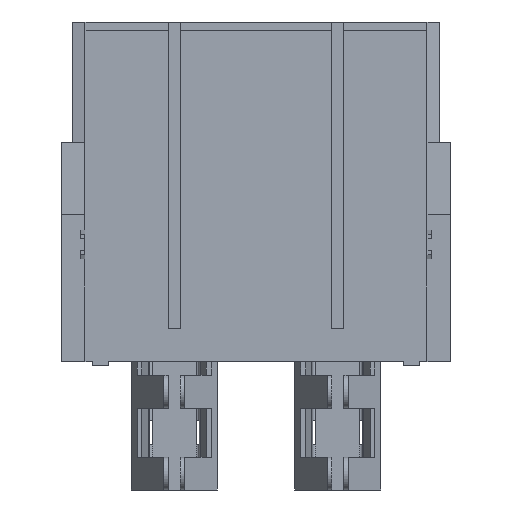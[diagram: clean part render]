
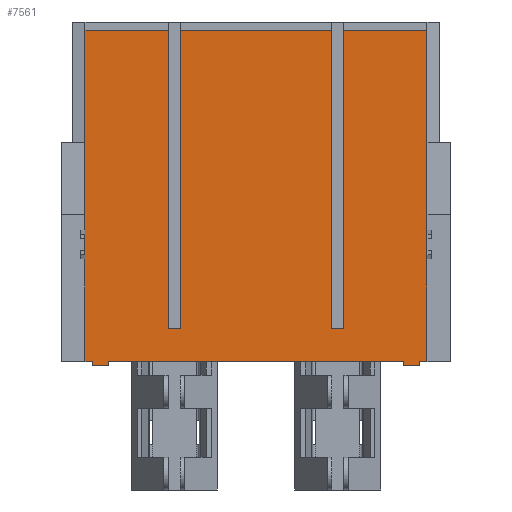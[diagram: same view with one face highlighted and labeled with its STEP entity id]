
A CAD part, front view. The second image highlights one B-rep face of the part: STEP entity #7561.
In plain terms, the highlighted planar face has unit normal (0, -1, 0).
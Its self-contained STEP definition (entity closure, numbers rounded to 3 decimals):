
#245=DIRECTION('',(1.,0.,0.));
#246=VECTOR('',#245,18.);
#247=CARTESIAN_POINT('',(-9.,-4.65,-10.375));
#248=LINE('',#247,#246);
#261=DIRECTION('',(1.,0.,0.));
#262=VECTOR('',#261,0.45);
#263=CARTESIAN_POINT('',(10.,-4.65,-10.375));
#264=LINE('',#263,#262);
#309=DIRECTION('',(1.,0.,0.));
#310=VECTOR('',#309,0.45);
#311=CARTESIAN_POINT('',(-10.45,-4.65,-10.375));
#312=LINE('',#311,#310);
#1701=DIRECTION('',(0.,0.,1.));
#1702=VECTOR('',#1701,12.475);
#1703=CARTESIAN_POINT('',(-10.45,-4.65,-2.6));
#1704=LINE('',#1703,#1702);
#1709=DIRECTION('',(0.,0.,1.));
#1710=VECTOR('',#1709,0.75);
#1711=CARTESIAN_POINT('',(-10.45,-4.65,-3.6));
#1712=LINE('',#1711,#1710);
#1725=DIRECTION('',(0.,0.,1.));
#1726=VECTOR('',#1725,6.525);
#1727=CARTESIAN_POINT('',(-10.45,-4.65,-10.375));
#1728=LINE('',#1727,#1726);
#1825=DIRECTION('',(0.,0.,1.));
#1826=VECTOR('',#1825,12.475);
#1827=CARTESIAN_POINT('',(10.45,-4.65,-2.6));
#1828=LINE('',#1827,#1826);
#1869=DIRECTION('',(0.,0.,1.));
#1870=VECTOR('',#1869,0.75);
#1871=CARTESIAN_POINT('',(10.45,-4.65,-3.6));
#1872=LINE('',#1871,#1870);
#1881=DIRECTION('',(0.,0.,1.));
#1882=VECTOR('',#1881,6.525);
#1883=CARTESIAN_POINT('',(10.45,-4.65,-10.375));
#1884=LINE('',#1883,#1882);
#2073=DIRECTION('',(0.,0.,-1.));
#2074=VECTOR('',#2073,0.25);
#2075=CARTESIAN_POINT('',(-10.45,-4.65,-2.6));
#2076=LINE('',#2075,#2074);
#2077=DIRECTION('',(0.,0.,-1.));
#2078=VECTOR('',#2077,18.25);
#2079=CARTESIAN_POINT('',(-5.375,-4.65,9.875));
#2080=LINE('',#2079,#2078);
#2081=DIRECTION('',(1.,0.,0.));
#2082=VECTOR('',#2081,0.75);
#2083=CARTESIAN_POINT('',(-5.375,-4.65,-8.375));
#2084=LINE('',#2083,#2082);
#2085=DIRECTION('',(0.,0.,-1.));
#2086=VECTOR('',#2085,18.25);
#2087=CARTESIAN_POINT('',(-4.625,-4.65,9.875));
#2088=LINE('',#2087,#2086);
#2089=DIRECTION('',(0.,0.,-1.));
#2090=VECTOR('',#2089,18.25);
#2091=CARTESIAN_POINT('',(4.625,-4.65,9.875));
#2092=LINE('',#2091,#2090);
#2093=DIRECTION('',(1.,0.,0.));
#2094=VECTOR('',#2093,0.75);
#2095=CARTESIAN_POINT('',(4.625,-4.65,-8.375));
#2096=LINE('',#2095,#2094);
#2097=DIRECTION('',(0.,0.,-1.));
#2098=VECTOR('',#2097,18.25);
#2099=CARTESIAN_POINT('',(5.375,-4.65,9.875));
#2100=LINE('',#2099,#2098);
#2101=DIRECTION('',(0.,0.,-1.));
#2102=VECTOR('',#2101,0.25);
#2103=CARTESIAN_POINT('',(10.45,-4.65,-2.6));
#2104=LINE('',#2103,#2102);
#2105=DIRECTION('',(0.,0.,-1.));
#2106=VECTOR('',#2105,0.25);
#2107=CARTESIAN_POINT('',(10.45,-4.65,-3.6));
#2108=LINE('',#2107,#2106);
#2109=DIRECTION('',(0.,0.,-1.));
#2110=VECTOR('',#2109,0.25);
#2111=CARTESIAN_POINT('',(10.,-4.65,-10.375));
#2112=LINE('',#2111,#2110);
#2113=DIRECTION('',(0.,0.,-1.));
#2114=VECTOR('',#2113,0.25);
#2115=CARTESIAN_POINT('',(-9.,-4.65,-10.375));
#2116=LINE('',#2115,#2114);
#2117=DIRECTION('',(0.,0.,-1.));
#2118=VECTOR('',#2117,0.25);
#2119=CARTESIAN_POINT('',(-10.45,-4.65,-3.6));
#2120=LINE('',#2119,#2118);
#3433=DIRECTION('',(-1.,0.,0.));
#3434=VECTOR('',#3433,9.25);
#3435=CARTESIAN_POINT('',(4.625,-4.65,9.875));
#3436=LINE('',#3435,#3434);
#3445=DIRECTION('',(-1.,0.,0.));
#3446=VECTOR('',#3445,5.075);
#3447=CARTESIAN_POINT('',(10.45,-4.65,9.875));
#3448=LINE('',#3447,#3446);
#3453=DIRECTION('',(-1.,0.,0.));
#3454=VECTOR('',#3453,5.075);
#3455=CARTESIAN_POINT('',(-5.375,-4.65,9.875));
#3456=LINE('',#3455,#3454);
#3613=DIRECTION('',(-1.,0.,0.));
#3614=VECTOR('',#3613,1.);
#3615=CARTESIAN_POINT('',(-9.,-4.65,-10.625));
#3616=LINE('',#3615,#3614);
#3625=DIRECTION('',(-1.,0.,0.));
#3626=VECTOR('',#3625,1.);
#3627=CARTESIAN_POINT('',(10.,-4.65,-10.625));
#3628=LINE('',#3627,#3626);
#3633=DIRECTION('',(0.,0.,-1.));
#3634=VECTOR('',#3633,0.25);
#3635=CARTESIAN_POINT('',(-10.,-4.65,-10.375));
#3636=LINE('',#3635,#3634);
#3637=DIRECTION('',(0.,0.,-1.));
#3638=VECTOR('',#3637,0.25);
#3639=CARTESIAN_POINT('',(9.,-4.65,-10.375));
#3640=LINE('',#3639,#3638);
#3913=CARTESIAN_POINT('',(-10.45,-4.65,9.875));
#3915=VERTEX_POINT('',#3913);
#3919=CARTESIAN_POINT('',(10.45,-4.65,9.875));
#3921=VERTEX_POINT('',#3919);
#3925=CARTESIAN_POINT('',(10.45,-4.65,-10.375));
#3926=VERTEX_POINT('',#3925);
#3943=CARTESIAN_POINT('',(4.625,-4.65,9.875));
#3945=VERTEX_POINT('',#3943);
#3947=CARTESIAN_POINT('',(5.375,-4.65,9.875));
#3949=VERTEX_POINT('',#3947);
#3951=CARTESIAN_POINT('',(-5.375,-4.65,9.875));
#3953=VERTEX_POINT('',#3951);
#3955=CARTESIAN_POINT('',(-4.625,-4.65,9.875));
#3957=VERTEX_POINT('',#3955);
#3967=CARTESIAN_POINT('',(4.625,-4.65,-8.375));
#3968=VERTEX_POINT('',#3967);
#3969=CARTESIAN_POINT('',(5.375,-4.65,-8.375));
#3970=VERTEX_POINT('',#3969);
#3971=CARTESIAN_POINT('',(-5.375,-4.65,-8.375));
#3972=VERTEX_POINT('',#3971);
#3973=CARTESIAN_POINT('',(-4.625,-4.65,-8.375));
#3974=VERTEX_POINT('',#3973);
#4364=CARTESIAN_POINT('',(-9.,-4.65,-10.625));
#4366=VERTEX_POINT('',#4364);
#4367=CARTESIAN_POINT('',(-10.,-4.65,-10.625));
#4368=VERTEX_POINT('',#4367);
#4375=CARTESIAN_POINT('',(10.,-4.65,-10.625));
#4376=VERTEX_POINT('',#4375);
#4377=CARTESIAN_POINT('',(9.,-4.65,-10.625));
#4378=VERTEX_POINT('',#4377);
#4379=CARTESIAN_POINT('',(-9.,-4.65,-10.375));
#4381=VERTEX_POINT('',#4379);
#4383=CARTESIAN_POINT('',(-10.,-4.65,-10.375));
#4385=VERTEX_POINT('',#4383);
#4387=CARTESIAN_POINT('',(10.,-4.65,-10.375));
#4389=VERTEX_POINT('',#4387);
#4391=CARTESIAN_POINT('',(9.,-4.65,-10.375));
#4393=VERTEX_POINT('',#4391);
#4429=CARTESIAN_POINT('',(10.45,-4.65,-2.6));
#4431=VERTEX_POINT('',#4429);
#4433=CARTESIAN_POINT('',(10.45,-4.65,-2.85));
#4435=VERTEX_POINT('',#4433);
#4437=CARTESIAN_POINT('',(10.45,-4.65,-3.85));
#4439=VERTEX_POINT('',#4437);
#4441=CARTESIAN_POINT('',(10.45,-4.65,-3.6));
#4443=VERTEX_POINT('',#4441);
#4542=CARTESIAN_POINT('',(-10.45,-4.65,-10.375));
#4544=VERTEX_POINT('',#4542);
#4609=CARTESIAN_POINT('',(-10.45,-4.65,-2.6));
#4611=VERTEX_POINT('',#4609);
#4613=CARTESIAN_POINT('',(-10.45,-4.65,-2.85));
#4615=VERTEX_POINT('',#4613);
#4617=CARTESIAN_POINT('',(-10.45,-4.65,-3.85));
#4619=VERTEX_POINT('',#4617);
#4621=CARTESIAN_POINT('',(-10.45,-4.65,-3.6));
#4623=VERTEX_POINT('',#4621);
#7510=CARTESIAN_POINT('',(10.45,-4.65,-10.375));
#7511=DIRECTION('',(0.,1.,0.));
#7512=DIRECTION('',(0.,0.,1.));
#7513=AXIS2_PLACEMENT_3D('',#7510,#7511,#7512);
#7514=PLANE('',#7513);
#7516=ORIENTED_EDGE('',*,*,#7515,.F.);
#7517=ORIENTED_EDGE('',*,*,#7112,.T.);
#7519=ORIENTED_EDGE('',*,*,#7518,.F.);
#7521=ORIENTED_EDGE('',*,*,#7520,.T.);
#7523=ORIENTED_EDGE('',*,*,#7522,.T.);
#7525=ORIENTED_EDGE('',*,*,#7524,.F.);
#7527=ORIENTED_EDGE('',*,*,#7526,.F.);
#7529=ORIENTED_EDGE('',*,*,#7528,.T.);
#7531=ORIENTED_EDGE('',*,*,#7530,.T.);
#7533=ORIENTED_EDGE('',*,*,#7532,.F.);
#7535=ORIENTED_EDGE('',*,*,#7534,.F.);
#7536=ORIENTED_EDGE('',*,*,#7285,.F.);
#7537=ORIENTED_EDGE('',*,*,#7476,.T.);
#7538=ORIENTED_EDGE('',*,*,#7317,.F.);
#7539=ORIENTED_EDGE('',*,*,#7495,.T.);
#7540=ORIENTED_EDGE('',*,*,#7332,.F.);
#7541=ORIENTED_EDGE('',*,*,#4974,.F.);
#7543=ORIENTED_EDGE('',*,*,#7542,.T.);
#7545=ORIENTED_EDGE('',*,*,#7544,.T.);
#7547=ORIENTED_EDGE('',*,*,#7546,.F.);
#7548=ORIENTED_EDGE('',*,*,#4842,.F.);
#7549=ORIENTED_EDGE('',*,*,#6961,.T.);
#7551=ORIENTED_EDGE('',*,*,#7550,.T.);
#7553=ORIENTED_EDGE('',*,*,#7552,.F.);
#7554=ORIENTED_EDGE('',*,*,#5022,.F.);
#7555=ORIENTED_EDGE('',*,*,#7140,.T.);
#7557=ORIENTED_EDGE('',*,*,#7556,.F.);
#7558=ORIENTED_EDGE('',*,*,#7124,.T.);
#7559=EDGE_LOOP('',(#7516,#7517,#7519,#7521,#7523,#7525,#7527,#7529,#7531,#7533,
#7535,#7536,#7537,#7538,#7539,#7540,#7541,#7543,#7545,#7547,#7548,#7549,#7551,
#7553,#7554,#7555,#7557,#7558));
#7560=FACE_OUTER_BOUND('',#7559,.F.);
#7561=ADVANCED_FACE('',(#7560),#7514,.F.);
#4842=EDGE_CURVE('',#4381,#4393,#248,.T.);
#4974=EDGE_CURVE('',#4389,#3926,#264,.T.);
#5022=EDGE_CURVE('',#4544,#4385,#312,.T.);
#6961=EDGE_CURVE('',#4381,#4366,#2116,.T.);
#7112=EDGE_CURVE('',#4611,#3915,#1704,.T.);
#7124=EDGE_CURVE('',#4623,#4615,#1712,.T.);
#7140=EDGE_CURVE('',#4544,#4619,#1728,.T.);
#7285=EDGE_CURVE('',#4431,#3921,#1828,.T.);
#7317=EDGE_CURVE('',#4443,#4435,#1872,.T.);
#7332=EDGE_CURVE('',#3926,#4439,#1884,.T.);
#7476=EDGE_CURVE('',#4431,#4435,#2104,.T.);
#7495=EDGE_CURVE('',#4443,#4439,#2108,.T.);
#7515=EDGE_CURVE('',#4611,#4615,#2076,.T.);
#7518=EDGE_CURVE('',#3953,#3915,#3456,.T.);
#7520=EDGE_CURVE('',#3953,#3972,#2080,.T.);
#7522=EDGE_CURVE('',#3972,#3974,#2084,.T.);
#7524=EDGE_CURVE('',#3957,#3974,#2088,.T.);
#7526=EDGE_CURVE('',#3945,#3957,#3436,.T.);
#7528=EDGE_CURVE('',#3945,#3968,#2092,.T.);
#7530=EDGE_CURVE('',#3968,#3970,#2096,.T.);
#7532=EDGE_CURVE('',#3949,#3970,#2100,.T.);
#7534=EDGE_CURVE('',#3921,#3949,#3448,.T.);
#7542=EDGE_CURVE('',#4389,#4376,#2112,.T.);
#7544=EDGE_CURVE('',#4376,#4378,#3628,.T.);
#7546=EDGE_CURVE('',#4393,#4378,#3640,.T.);
#7550=EDGE_CURVE('',#4366,#4368,#3616,.T.);
#7552=EDGE_CURVE('',#4385,#4368,#3636,.T.);
#7556=EDGE_CURVE('',#4623,#4619,#2120,.T.);
